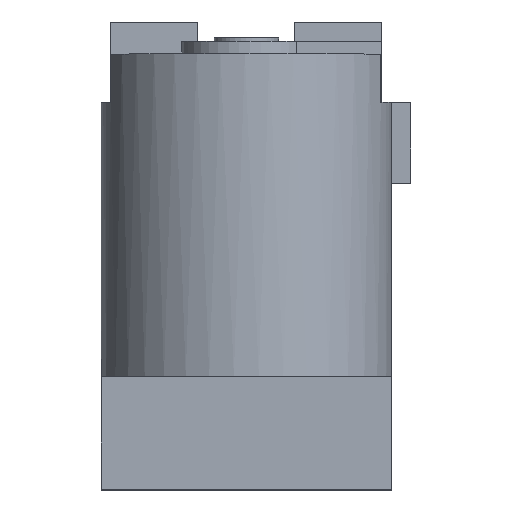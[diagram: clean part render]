
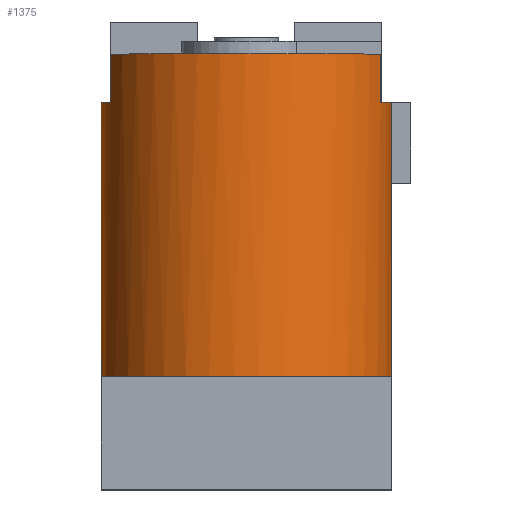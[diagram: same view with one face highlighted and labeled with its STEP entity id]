
A CAD part, top view. The second image highlights one B-rep face of the part: STEP entity #1375.
In plain terms, the highlighted cylindrical face has radius 4.531 mm (diameter 9.062 mm), a partial arc.
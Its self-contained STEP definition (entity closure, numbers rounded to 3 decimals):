
#844 = PLANE('',#845);
#845 = AXIS2_PLACEMENT_3D('',#846,#847,#848);
#846 = CARTESIAN_POINT('',(4.5,13.5,0.));
#847 = DIRECTION('',(-1.,0.,0.));
#848 = DIRECTION('',(0.,0.,1.));
#869 = VERTEX_POINT('',#870);
#870 = CARTESIAN_POINT('',(4.5,3.5,6.5));
#884 = PLANE('',#885);
#885 = AXIS2_PLACEMENT_3D('',#886,#887,#888);
#886 = CARTESIAN_POINT('',(0.,3.5,4.44));
#887 = DIRECTION('',(-0.,-1.,-0.));
#888 = DIRECTION('',(0.,0.,-1.));
#896 = EDGE_CURVE('',#897,#869,#899,.T.);
#897 = VERTEX_POINT('',#898);
#898 = CARTESIAN_POINT('',(4.5,12.,6.5));
#899 = SURFACE_CURVE('',#900,(#904,#911),.PCURVE_S1.);
#900 = LINE('',#901,#902);
#901 = CARTESIAN_POINT('',(4.5,13.5,6.5));
#902 = VECTOR('',#903,1.);
#903 = DIRECTION('',(0.,-1.,0.));
#904 = PCURVE('',#844,#905);
#905 = DEFINITIONAL_REPRESENTATION('',(#906),#910);
#906 = LINE('',#907,#908);
#907 = CARTESIAN_POINT('',(6.5,0.));
#908 = VECTOR('',#909,1.);
#909 = DIRECTION('',(0.,-1.));
#910 = ( GEOMETRIC_REPRESENTATION_CONTEXT(2) 
PARAMETRIC_REPRESENTATION_CONTEXT() REPRESENTATION_CONTEXT('2D SPACE',''
  ) );
#911 = PCURVE('',#912,#917);
#912 = CYLINDRICAL_SURFACE('',#913,4.531);
#913 = AXIS2_PLACEMENT_3D('',#914,#915,#916);
#914 = CARTESIAN_POINT('',(0.,13.5,5.969));
#915 = DIRECTION('',(-0.,1.,-0.));
#916 = DIRECTION('',(0.993,0.,0.117));
#917 = DEFINITIONAL_REPRESENTATION('',(#918),#922);
#918 = LINE('',#919,#920);
#919 = CARTESIAN_POINT('',(-0.,0.));
#920 = VECTOR('',#921,1.);
#921 = DIRECTION('',(-0.,-1.));
#922 = ( GEOMETRIC_REPRESENTATION_CONTEXT(2) 
PARAMETRIC_REPRESENTATION_CONTEXT() REPRESENTATION_CONTEXT('2D SPACE',''
  ) );
#937 = PLANE('',#938);
#938 = AXIS2_PLACEMENT_3D('',#939,#940,#941);
#939 = CARTESIAN_POINT('',(4.2,12.,-10.));
#940 = DIRECTION('',(0.,1.,0.));
#941 = DIRECTION('',(0.,0.,1.));
#1026 = PLANE('',#1027);
#1027 = AXIS2_PLACEMENT_3D('',#1028,#1029,#1030);
#1028 = CARTESIAN_POINT('',(0.,13.5,4.44));
#1029 = DIRECTION('',(-0.,-1.,-0.));
#1030 = DIRECTION('',(0.,0.,-1.));
#1109 = PLANE('',#1110);
#1110 = AXIS2_PLACEMENT_3D('',#1111,#1112,#1113);
#1111 = CARTESIAN_POINT('',(-4.2,12.,-10.));
#1112 = DIRECTION('',(1.,0.,0.));
#1113 = DIRECTION('',(0.,0.,1.));
#1135 = PLANE('',#1136);
#1136 = AXIS2_PLACEMENT_3D('',#1137,#1138,#1139);
#1137 = CARTESIAN_POINT('',(-4.8,12.,-10.));
#1138 = DIRECTION('',(0.,1.,0.));
#1139 = DIRECTION('',(0.,0.,1.));
#1162 = PLANE('',#1163);
#1163 = AXIS2_PLACEMENT_3D('',#1164,#1165,#1166);
#1164 = CARTESIAN_POINT('',(-4.5,13.5,6.5));
#1165 = DIRECTION('',(1.,0.,0.));
#1166 = DIRECTION('',(0.,0.,-1.));
#1326 = VERTEX_POINT('',#1327);
#1327 = CARTESIAN_POINT('',(4.166,12.,7.75));
#1341 = PLANE('',#1342);
#1342 = AXIS2_PLACEMENT_3D('',#1343,#1344,#1345);
#1343 = CARTESIAN_POINT('',(2.567,13.417,7.75));
#1344 = DIRECTION('',(0.,0.,1.));
#1345 = DIRECTION('',(1.,0.,-0.));
#1353 = EDGE_CURVE('',#1326,#897,#1354,.T.);
#1354 = SURFACE_CURVE('',#1355,(#1360,#1367),.PCURVE_S1.);
#1355 = CIRCLE('',#1356,4.531);
#1356 = AXIS2_PLACEMENT_3D('',#1357,#1358,#1359);
#1357 = CARTESIAN_POINT('',(0.,12.,5.969));
#1358 = DIRECTION('',(0.,1.,0.));
#1359 = DIRECTION('',(0.919,-0.,0.393));
#1360 = PCURVE('',#937,#1361);
#1361 = DEFINITIONAL_REPRESENTATION('',(#1362),#1366);
#1362 = CIRCLE('',#1363,4.531);
#1363 = AXIS2_PLACEMENT_2D('',#1364,#1365);
#1364 = CARTESIAN_POINT('',(15.969,-4.2));
#1365 = DIRECTION('',(0.393,0.919));
#1366 = ( GEOMETRIC_REPRESENTATION_CONTEXT(2) 
PARAMETRIC_REPRESENTATION_CONTEXT() REPRESENTATION_CONTEXT('2D SPACE',''
  ) );
#1367 = PCURVE('',#912,#1368);
#1368 = DEFINITIONAL_REPRESENTATION('',(#1369),#1373);
#1369 = LINE('',#1370,#1371);
#1370 = CARTESIAN_POINT('',(-0.286,-1.5));
#1371 = VECTOR('',#1372,1.);
#1372 = DIRECTION('',(1.,-0.));
#1373 = ( GEOMETRIC_REPRESENTATION_CONTEXT(2) 
PARAMETRIC_REPRESENTATION_CONTEXT() REPRESENTATION_CONTEXT('2D SPACE',''
  ) );
#1375 = ADVANCED_FACE('',(#1376),#912,.T.);
#1376 = FACE_BOUND('',#1377,.F.);
#1377 = EDGE_LOOP('',(#1378,#1379,#1380,#1404,#1427,#1451,#1472,#1496));
#1378 = ORIENTED_EDGE('',*,*,#1353,.T.);
#1379 = ORIENTED_EDGE('',*,*,#896,.T.);
#1380 = ORIENTED_EDGE('',*,*,#1381,.T.);
#1381 = EDGE_CURVE('',#869,#1382,#1384,.T.);
#1382 = VERTEX_POINT('',#1383);
#1383 = CARTESIAN_POINT('',(-4.5,3.5,6.5));
#1384 = SURFACE_CURVE('',#1385,(#1390,#1397),.PCURVE_S1.);
#1385 = CIRCLE('',#1386,4.531);
#1386 = AXIS2_PLACEMENT_3D('',#1387,#1388,#1389);
#1387 = CARTESIAN_POINT('',(0.,3.5,5.969));
#1388 = DIRECTION('',(0.,-1.,0.));
#1389 = DIRECTION('',(0.993,0.,0.117));
#1390 = PCURVE('',#912,#1391);
#1391 = DEFINITIONAL_REPRESENTATION('',(#1392),#1396);
#1392 = LINE('',#1393,#1394);
#1393 = CARTESIAN_POINT('',(-0.,-10.));
#1394 = VECTOR('',#1395,1.);
#1395 = DIRECTION('',(-1.,0.));
#1396 = ( GEOMETRIC_REPRESENTATION_CONTEXT(2) 
PARAMETRIC_REPRESENTATION_CONTEXT() REPRESENTATION_CONTEXT('2D SPACE',''
  ) );
#1397 = PCURVE('',#884,#1398);
#1398 = DEFINITIONAL_REPRESENTATION('',(#1399),#1403);
#1399 = CIRCLE('',#1400,4.531);
#1400 = AXIS2_PLACEMENT_2D('',#1401,#1402);
#1401 = CARTESIAN_POINT('',(-1.528,0.));
#1402 = DIRECTION('',(-0.117,0.993));
#1403 = ( GEOMETRIC_REPRESENTATION_CONTEXT(2) 
PARAMETRIC_REPRESENTATION_CONTEXT() REPRESENTATION_CONTEXT('2D SPACE',''
  ) );
#1404 = ORIENTED_EDGE('',*,*,#1405,.F.);
#1405 = EDGE_CURVE('',#1406,#1382,#1408,.T.);
#1406 = VERTEX_POINT('',#1407);
#1407 = CARTESIAN_POINT('',(-4.5,12.,6.5));
#1408 = SURFACE_CURVE('',#1409,(#1413,#1420),.PCURVE_S1.);
#1409 = LINE('',#1410,#1411);
#1410 = CARTESIAN_POINT('',(-4.5,13.5,6.5));
#1411 = VECTOR('',#1412,1.);
#1412 = DIRECTION('',(0.,-1.,0.));
#1413 = PCURVE('',#912,#1414);
#1414 = DEFINITIONAL_REPRESENTATION('',(#1415),#1419);
#1415 = LINE('',#1416,#1417);
#1416 = CARTESIAN_POINT('',(-2.907,0.));
#1417 = VECTOR('',#1418,1.);
#1418 = DIRECTION('',(-0.,-1.));
#1419 = ( GEOMETRIC_REPRESENTATION_CONTEXT(2) 
PARAMETRIC_REPRESENTATION_CONTEXT() REPRESENTATION_CONTEXT('2D SPACE',''
  ) );
#1420 = PCURVE('',#1162,#1421);
#1421 = DEFINITIONAL_REPRESENTATION('',(#1422),#1426);
#1422 = LINE('',#1423,#1424);
#1423 = CARTESIAN_POINT('',(0.,0.));
#1424 = VECTOR('',#1425,1.);
#1425 = DIRECTION('',(0.,-1.));
#1426 = ( GEOMETRIC_REPRESENTATION_CONTEXT(2) 
PARAMETRIC_REPRESENTATION_CONTEXT() REPRESENTATION_CONTEXT('2D SPACE',''
  ) );
#1427 = ORIENTED_EDGE('',*,*,#1428,.T.);
#1428 = EDGE_CURVE('',#1406,#1429,#1431,.T.);
#1429 = VERTEX_POINT('',#1430);
#1430 = CARTESIAN_POINT('',(-4.2,12.,7.669));
#1431 = SURFACE_CURVE('',#1432,(#1437,#1444),.PCURVE_S1.);
#1432 = CIRCLE('',#1433,4.531);
#1433 = AXIS2_PLACEMENT_3D('',#1434,#1435,#1436);
#1434 = CARTESIAN_POINT('',(0.,12.,5.969));
#1435 = DIRECTION('',(-0.,1.,0.));
#1436 = DIRECTION('',(0.993,0.,0.117));
#1437 = PCURVE('',#912,#1438);
#1438 = DEFINITIONAL_REPRESENTATION('',(#1439),#1443);
#1439 = LINE('',#1440,#1441);
#1440 = CARTESIAN_POINT('',(-6.283,-1.5));
#1441 = VECTOR('',#1442,1.);
#1442 = DIRECTION('',(1.,-0.));
#1443 = ( GEOMETRIC_REPRESENTATION_CONTEXT(2) 
PARAMETRIC_REPRESENTATION_CONTEXT() REPRESENTATION_CONTEXT('2D SPACE',''
  ) );
#1444 = PCURVE('',#1135,#1445);
#1445 = DEFINITIONAL_REPRESENTATION('',(#1446),#1450);
#1446 = CIRCLE('',#1447,4.531);
#1447 = AXIS2_PLACEMENT_2D('',#1448,#1449);
#1448 = CARTESIAN_POINT('',(15.969,4.8));
#1449 = DIRECTION('',(0.117,0.993));
#1450 = ( GEOMETRIC_REPRESENTATION_CONTEXT(2) 
PARAMETRIC_REPRESENTATION_CONTEXT() REPRESENTATION_CONTEXT('2D SPACE',''
  ) );
#1451 = ORIENTED_EDGE('',*,*,#1452,.T.);
#1452 = EDGE_CURVE('',#1429,#1453,#1455,.T.);
#1453 = VERTEX_POINT('',#1454);
#1454 = CARTESIAN_POINT('',(-4.2,13.5,7.669));
#1455 = SURFACE_CURVE('',#1456,(#1460,#1466),.PCURVE_S1.);
#1456 = LINE('',#1457,#1458);
#1457 = CARTESIAN_POINT('',(-4.2,13.5,7.669));
#1458 = VECTOR('',#1459,1.);
#1459 = DIRECTION('',(-0.,1.,-0.));
#1460 = PCURVE('',#912,#1461);
#1461 = DEFINITIONAL_REPRESENTATION('',(#1462),#1465);
#1462 = B_SPLINE_CURVE_WITH_KNOTS('',1,(#1463,#1464),.UNSPECIFIED.,.F.,
  .F.,(2,2),(-1.75,0.),.PIECEWISE_BEZIER_KNOTS.);
#1463 = CARTESIAN_POINT('',(-2.639,-1.75));
#1464 = CARTESIAN_POINT('',(-2.639,0.));
#1465 = ( GEOMETRIC_REPRESENTATION_CONTEXT(2) 
PARAMETRIC_REPRESENTATION_CONTEXT() REPRESENTATION_CONTEXT('2D SPACE',''
  ) );
#1466 = PCURVE('',#1109,#1467);
#1467 = DEFINITIONAL_REPRESENTATION('',(#1468),#1471);
#1468 = B_SPLINE_CURVE_WITH_KNOTS('',1,(#1469,#1470),.UNSPECIFIED.,.F.,
  .F.,(2,2),(-1.75,0.),.PIECEWISE_BEZIER_KNOTS.);
#1469 = CARTESIAN_POINT('',(17.669,0.25));
#1470 = CARTESIAN_POINT('',(17.669,-1.5));
#1471 = ( GEOMETRIC_REPRESENTATION_CONTEXT(2) 
PARAMETRIC_REPRESENTATION_CONTEXT() REPRESENTATION_CONTEXT('2D SPACE',''
  ) );
#1472 = ORIENTED_EDGE('',*,*,#1473,.F.);
#1473 = EDGE_CURVE('',#1474,#1453,#1476,.T.);
#1474 = VERTEX_POINT('',#1475);
#1475 = CARTESIAN_POINT('',(4.166,13.5,7.75));
#1476 = SURFACE_CURVE('',#1477,(#1482,#1489),.PCURVE_S1.);
#1477 = CIRCLE('',#1478,4.531);
#1478 = AXIS2_PLACEMENT_3D('',#1479,#1480,#1481);
#1479 = CARTESIAN_POINT('',(0.,13.5,5.969));
#1480 = DIRECTION('',(0.,-1.,0.));
#1481 = DIRECTION('',(0.993,0.,0.117));
#1482 = PCURVE('',#912,#1483);
#1483 = DEFINITIONAL_REPRESENTATION('',(#1484),#1488);
#1484 = LINE('',#1485,#1486);
#1485 = CARTESIAN_POINT('',(-0.,0.));
#1486 = VECTOR('',#1487,1.);
#1487 = DIRECTION('',(-1.,0.));
#1488 = ( GEOMETRIC_REPRESENTATION_CONTEXT(2) 
PARAMETRIC_REPRESENTATION_CONTEXT() REPRESENTATION_CONTEXT('2D SPACE',''
  ) );
#1489 = PCURVE('',#1026,#1490);
#1490 = DEFINITIONAL_REPRESENTATION('',(#1491),#1495);
#1491 = CIRCLE('',#1492,4.531);
#1492 = AXIS2_PLACEMENT_2D('',#1493,#1494);
#1493 = CARTESIAN_POINT('',(-1.528,0.));
#1494 = DIRECTION('',(-0.117,0.993));
#1495 = ( GEOMETRIC_REPRESENTATION_CONTEXT(2) 
PARAMETRIC_REPRESENTATION_CONTEXT() REPRESENTATION_CONTEXT('2D SPACE',''
  ) );
#1496 = ORIENTED_EDGE('',*,*,#1497,.F.);
#1497 = EDGE_CURVE('',#1326,#1474,#1498,.T.);
#1498 = SURFACE_CURVE('',#1499,(#1503,#1509),.PCURVE_S1.);
#1499 = LINE('',#1500,#1501);
#1500 = CARTESIAN_POINT('',(4.166,13.5,7.75));
#1501 = VECTOR('',#1502,1.);
#1502 = DIRECTION('',(-0.,1.,-0.));
#1503 = PCURVE('',#912,#1504);
#1504 = DEFINITIONAL_REPRESENTATION('',(#1505),#1508);
#1505 = B_SPLINE_CURVE_WITH_KNOTS('',1,(#1506,#1507),.UNSPECIFIED.,.F.,
  .F.,(2,2),(-1.69,0.),.PIECEWISE_BEZIER_KNOTS.);
#1506 = CARTESIAN_POINT('',(-0.286,-1.69));
#1507 = CARTESIAN_POINT('',(-0.286,0.));
#1508 = ( GEOMETRIC_REPRESENTATION_CONTEXT(2) 
PARAMETRIC_REPRESENTATION_CONTEXT() REPRESENTATION_CONTEXT('2D SPACE',''
  ) );
#1509 = PCURVE('',#1341,#1510);
#1510 = DEFINITIONAL_REPRESENTATION('',(#1511),#1514);
#1511 = B_SPLINE_CURVE_WITH_KNOTS('',1,(#1512,#1513),.UNSPECIFIED.,.F.,
  .F.,(2,2),(-1.69,0.),.PIECEWISE_BEZIER_KNOTS.);
#1512 = CARTESIAN_POINT('',(1.599,-1.607));
#1513 = CARTESIAN_POINT('',(1.599,0.083));
#1514 = ( GEOMETRIC_REPRESENTATION_CONTEXT(2) 
PARAMETRIC_REPRESENTATION_CONTEXT() REPRESENTATION_CONTEXT('2D SPACE',''
  ) );
